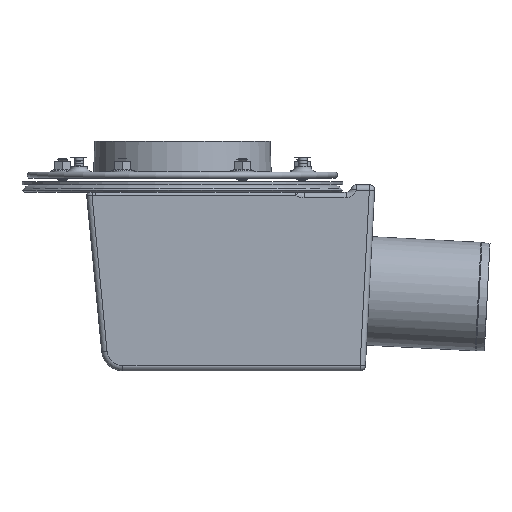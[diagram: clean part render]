
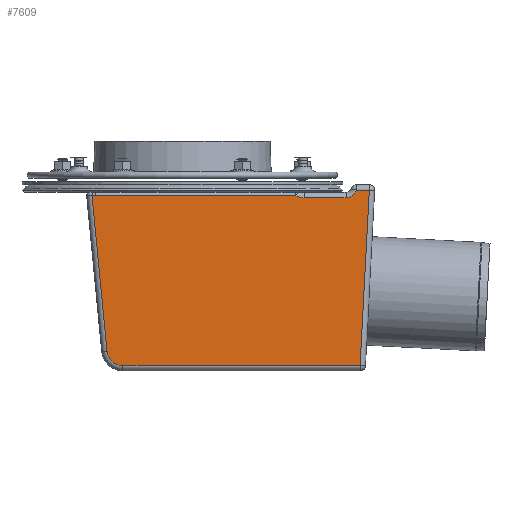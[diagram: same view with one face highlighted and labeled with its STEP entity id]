
A CAD part, front view. The second image highlights one B-rep face of the part: STEP entity #7609.
In plain terms, the highlighted planar face has unit normal (0, -1, 0).
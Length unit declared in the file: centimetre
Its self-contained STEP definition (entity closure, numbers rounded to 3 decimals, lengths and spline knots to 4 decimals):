
#160=B_SPLINE_CURVE_WITH_KNOTS('',3,(#13496,#13497,#13498,#13499,#13500),
 .UNSPECIFIED.,.F.,.F.,(4,1,4),(0.,3.4007,7.9349),
 .UNSPECIFIED.);
#568=PLANE('',#8542);
#999=FACE_OUTER_BOUND('',#1586,.T.);
#1586=EDGE_LOOP('',(#6365,#6366,#6367,#6368,#6369,#6370,#6371,#6372,#6373,
#6374,#6375,#6376,#6377,#6378,#6379));
#1994=LINE('',#13447,#2407);
#1995=LINE('',#13451,#2408);
#1996=LINE('',#13462,#2409);
#1997=LINE('',#13464,#2410);
#2004=LINE('',#13482,#2417);
#2005=LINE('',#13486,#2418);
#2006=LINE('',#13488,#2419);
#2007=LINE('',#13490,#2420);
#2008=LINE('',#13494,#2421);
#2009=LINE('',#13501,#2422);
#2010=LINE('',#13503,#2423);
#2011=LINE('',#13504,#2424);
#2407=VECTOR('',#10622,1.);
#2408=VECTOR('',#10627,1.);
#2409=VECTOR('',#10630,1.);
#2410=VECTOR('',#10631,1.);
#2417=VECTOR('',#10648,1.);
#2418=VECTOR('',#10651,1.);
#2419=VECTOR('',#10652,1.);
#2420=VECTOR('',#10653,1.);
#2421=VECTOR('',#10656,1.);
#2422=VECTOR('',#10657,1.);
#2423=VECTOR('',#10658,1.);
#2424=VECTOR('',#10659,1.);
#2930=CIRCLE('',#8543,15.);
#2931=CIRCLE('',#8544,10.);
#3492=VERTEX_POINT('',#13443);
#3493=VERTEX_POINT('',#13445);
#3494=VERTEX_POINT('',#13449);
#3495=VERTEX_POINT('',#13458);
#3497=VERTEX_POINT('',#13461);
#3498=VERTEX_POINT('',#13463);
#3504=VERTEX_POINT('',#13481);
#3505=VERTEX_POINT('',#13483);
#3506=VERTEX_POINT('',#13485);
#3507=VERTEX_POINT('',#13487);
#3508=VERTEX_POINT('',#13489);
#3509=VERTEX_POINT('',#13491);
#3510=VERTEX_POINT('',#13493);
#3511=VERTEX_POINT('',#13495);
#3512=VERTEX_POINT('',#13502);
#4470=EDGE_CURVE('',#3493,#3492,#1994,.T.);
#4472=EDGE_CURVE('',#3494,#3493,#1995,.T.);
#4474=EDGE_CURVE('',#3497,#3495,#1996,.T.);
#4475=EDGE_CURVE('',#3498,#3497,#1997,.T.);
#4484=EDGE_CURVE('',#3504,#3494,#2004,.T.);
#4485=EDGE_CURVE('',#3505,#3504,#2930,.T.);
#4486=EDGE_CURVE('',#3506,#3505,#2005,.T.);
#4487=EDGE_CURVE('',#3507,#3506,#2006,.T.);
#4488=EDGE_CURVE('',#3508,#3507,#2007,.T.);
#4489=EDGE_CURVE('',#3509,#3508,#2931,.T.);
#4490=EDGE_CURVE('',#3510,#3509,#2008,.T.);
#4491=EDGE_CURVE('',#3511,#3510,#160,.T.);
#4492=EDGE_CURVE('',#3498,#3511,#2009,.T.);
#4493=EDGE_CURVE('',#3512,#3495,#2010,.T.);
#4494=EDGE_CURVE('',#3492,#3512,#2011,.T.);
#6365=ORIENTED_EDGE('',*,*,#4484,.F.);
#6366=ORIENTED_EDGE('',*,*,#4485,.F.);
#6367=ORIENTED_EDGE('',*,*,#4486,.F.);
#6368=ORIENTED_EDGE('',*,*,#4487,.F.);
#6369=ORIENTED_EDGE('',*,*,#4488,.F.);
#6370=ORIENTED_EDGE('',*,*,#4489,.F.);
#6371=ORIENTED_EDGE('',*,*,#4490,.F.);
#6372=ORIENTED_EDGE('',*,*,#4491,.F.);
#6373=ORIENTED_EDGE('',*,*,#4492,.F.);
#6374=ORIENTED_EDGE('',*,*,#4475,.T.);
#6375=ORIENTED_EDGE('',*,*,#4474,.T.);
#6376=ORIENTED_EDGE('',*,*,#4493,.F.);
#6377=ORIENTED_EDGE('',*,*,#4494,.F.);
#6378=ORIENTED_EDGE('',*,*,#4470,.F.);
#6379=ORIENTED_EDGE('',*,*,#4472,.F.);
#7609=ADVANCED_FACE('',(#999),#568,.T.);
#8542=AXIS2_PLACEMENT_3D('',#13480,#10646,#10647);
#8543=AXIS2_PLACEMENT_3D('',#13484,#10649,#10650);
#8544=AXIS2_PLACEMENT_3D('',#13492,#10654,#10655);
#10622=DIRECTION('',(-0.052,0.,0.999));
#10627=DIRECTION('',(-0.999,0.,-0.052));
#10630=DIRECTION('',(-0.096,0.,0.995));
#10631=DIRECTION('',(-0.999,0.,-0.052));
#10646=DIRECTION('center_axis',(0.,-1.,0.));
#10647=DIRECTION('ref_axis',(1.,0.,0.));
#10648=DIRECTION('',(-0.096,0.,0.995));
#10649=DIRECTION('center_axis',(0.,1.,0.));
#10650=DIRECTION('ref_axis',(0.901,0.,0.434));
#10651=DIRECTION('',(-1.,0.,0.));
#10652=DIRECTION('',(-0.052,0.,-0.999));
#10653=DIRECTION('',(1.,0.,0.));
#10654=DIRECTION('center_axis',(0.,-1.,0.));
#10655=DIRECTION('ref_axis',(0.592,0.,-0.806));
#10656=DIRECTION('',(1.,0.,0.));
#10657=DIRECTION('',(1.,0.,0.));
#10658=DIRECTION('',(1.,0.,0.));
#10659=DIRECTION('',(-0.096,0.,0.995));
#13443=CARTESIAN_POINT('',(-84.4376,-90.,79.3995));
#13445=CARTESIAN_POINT('',(-84.3968,-90.,78.6216));
#13447=CARTESIAN_POINT('',(-84.3968,-90.,78.6216));
#13449=CARTESIAN_POINT('',(-84.3628,-90.,78.6234));
#13451=CARTESIAN_POINT('',(-81.4009,-90.,78.7786));
#13458=CARTESIAN_POINT('',(-81.5186,-90.,80.0004));
#13461=CARTESIAN_POINT('',(-81.5183,-90.,79.9976));
#13462=CARTESIAN_POINT('',(-65.7272,-90.,-83.9996));
#13463=CARTESIAN_POINT('',(-81.4649,-90.,80.0004));
#13464=CARTESIAN_POINT('',(-81.4649,-90.,80.0004));
#13480=CARTESIAN_POINT('Origin',(46.4663,-90.,3.3735));
#13481=CARTESIAN_POINT('',(-70.4914,-90.,-65.4373));
#13482=CARTESIAN_POINT('',(-80.5024,-90.,38.5314));
#13483=CARTESIAN_POINT('',(-55.5604,-90.,-78.9996));
#13484=CARTESIAN_POINT('Origin',(-55.5604,-90.,-63.9996));
#13485=CARTESIAN_POINT('',(166.1362,-90.,-78.9996));
#13486=CARTESIAN_POINT('',(-55.881,-90.,-78.9996));
#13487=CARTESIAN_POINT('',(174.7311,-90.,85.0004));
#13488=CARTESIAN_POINT('',(168.0008,-90.,-43.4222));
#13489=CARTESIAN_POINT('',(162.5394,-90.,85.0004));
#13490=CARTESIAN_POINT('',(113.2331,-90.,85.0004));
#13491=CARTESIAN_POINT('',(153.,-90.,78.0004));
#13492=CARTESIAN_POINT('Origin',(153.,-90.,88.0004));
#13493=CARTESIAN_POINT('',(113.7497,-90.,78.0004));
#13494=CARTESIAN_POINT('',(23.2331,-90.,78.0004));
#13495=CARTESIAN_POINT('',(106.165,-90.,80.0004));
#13496=CARTESIAN_POINT('Ctrl Pts',(106.165,-90.,80.0004));
#13497=CARTESIAN_POINT('Ctrl Pts',(107.1432,-90.,79.4277));
#13498=CARTESIAN_POINT('Ctrl Pts',(109.5928,-90.,78.383));
#13499=CARTESIAN_POINT('Ctrl Pts',(112.2383,-90.,78.0004));
#13500=CARTESIAN_POINT('Ctrl Pts',(113.7497,-90.,78.0004));
#13501=CARTESIAN_POINT('',(102.2331,-90.,80.0004));
#13502=CARTESIAN_POINT('',(-84.4954,-90.,80.0004));
#13503=CARTESIAN_POINT('',(-17.7669,-90.,80.0004));
#13504=CARTESIAN_POINT('',(-80.5024,-90.,38.5314));
